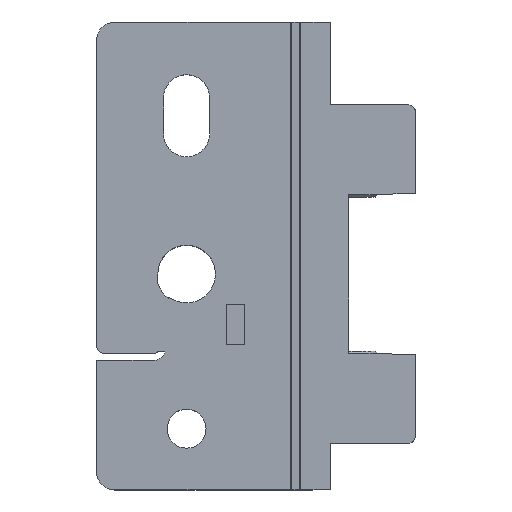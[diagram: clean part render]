
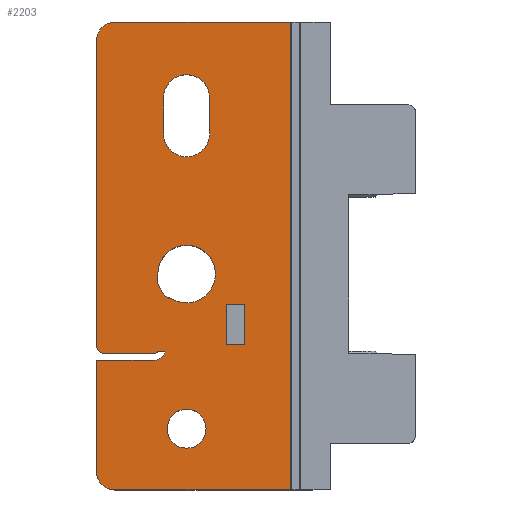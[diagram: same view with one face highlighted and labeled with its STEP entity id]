
A CAD part, top view. The second image highlights one B-rep face of the part: STEP entity #2203.
In plain terms, the highlighted planar face has unit normal (0, 0, 1).
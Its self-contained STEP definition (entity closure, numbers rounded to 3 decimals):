
#29=FACE_BOUND('',#335,.T.);
#30=FACE_BOUND('',#336,.T.);
#31=FACE_BOUND('',#337,.T.);
#32=FACE_BOUND('',#338,.T.);
#71=PLANE('',#2429);
#202=FACE_OUTER_BOUND('',#334,.T.);
#334=EDGE_LOOP('',(#1832,#1833,#1834,#1835,#1836,#1837,#1838,#1839,#1840,
#1841,#1842,#1843,#1844));
#335=EDGE_LOOP('',(#1845,#1846,#1847,#1848));
#336=EDGE_LOOP('',(#1849));
#337=EDGE_LOOP('',(#1850,#1851,#1852,#1853));
#338=EDGE_LOOP('',(#1854,#1855,#1856,#1857));
#465=CIRCLE('',#2369,1.5);
#468=CIRCLE('',#2376,0.4);
#469=CIRCLE('',#2378,1.);
#479=CIRCLE('',#2396,0.6);
#481=CIRCLE('',#2401,4.2);
#482=CIRCLE('',#2403,4.);
#488=CIRCLE('',#2420,2.5);
#491=CIRCLE('',#2428,2.5);
#492=CIRCLE('',#2430,2.7);
#493=CIRCLE('',#2431,3.2);
#494=CIRCLE('',#2432,3.2);
#592=LINE('',#3706,#782);
#603=LINE('',#3747,#793);
#607=LINE('',#3768,#797);
#614=LINE('',#3812,#804);
#627=LINE('',#3846,#817);
#632=LINE('',#3870,#822);
#650=LINE('',#3936,#840);
#651=LINE('',#3937,#841);
#652=LINE('',#3938,#842);
#653=LINE('',#3943,#843);
#654=LINE('',#3945,#844);
#655=LINE('',#3947,#845);
#656=LINE('',#3948,#846);
#657=LINE('',#3951,#847);
#658=LINE('',#3955,#848);
#782=VECTOR('',#2775,10.);
#793=VECTOR('',#2802,10.);
#797=VECTOR('',#2810,10.);
#804=VECTOR('',#2837,10.);
#817=VECTOR('',#2868,10.);
#822=VECTOR('',#2881,10.);
#840=VECTOR('',#2963,10.);
#841=VECTOR('',#2964,10.);
#842=VECTOR('',#2965,10.);
#843=VECTOR('',#2968,10.);
#844=VECTOR('',#2969,10.);
#845=VECTOR('',#2970,10.);
#846=VECTOR('',#2971,10.);
#847=VECTOR('',#2972,10.);
#848=VECTOR('',#2975,10.);
#996=VERTEX_POINT('',#3703);
#997=VERTEX_POINT('',#3705);
#1004=VERTEX_POINT('',#3723);
#1005=VERTEX_POINT('',#3725);
#1008=VERTEX_POINT('',#3744);
#1009=VERTEX_POINT('',#3746);
#1013=VERTEX_POINT('',#3765);
#1014=VERTEX_POINT('',#3767);
#1015=VERTEX_POINT('',#3771);
#1023=VERTEX_POINT('',#3809);
#1024=VERTEX_POINT('',#3811);
#1035=VERTEX_POINT('',#3843);
#1036=VERTEX_POINT('',#3845);
#1038=VERTEX_POINT('',#3852);
#1039=VERTEX_POINT('',#3865);
#1052=VERTEX_POINT('',#3916);
#1055=VERTEX_POINT('',#3935);
#1056=VERTEX_POINT('',#3939);
#1057=VERTEX_POINT('',#3941);
#1058=VERTEX_POINT('',#3942);
#1059=VERTEX_POINT('',#3944);
#1060=VERTEX_POINT('',#3946);
#1061=VERTEX_POINT('',#3949);
#1062=VERTEX_POINT('',#3950);
#1063=VERTEX_POINT('',#3952);
#1064=VERTEX_POINT('',#3954);
#1245=EDGE_CURVE('',#996,#997,#592,.T.);
#1255=EDGE_CURVE('',#1004,#1005,#465,.T.);
#1261=EDGE_CURVE('',#1008,#1009,#603,.T.);
#1267=EDGE_CURVE('',#1013,#1014,#607,.T.);
#1270=EDGE_CURVE('',#1013,#1015,#468,.T.);
#1271=EDGE_CURVE('',#1014,#996,#469,.T.);
#1282=EDGE_CURVE('',#1023,#1024,#614,.T.);
#1299=EDGE_CURVE('',#1036,#1035,#627,.T.);
#1304=EDGE_CURVE('',#1039,#1038,#479,.T.);
#1307=EDGE_CURVE('',#1005,#1015,#632,.T.);
#1309=EDGE_CURVE('',#1038,#1009,#481,.F.);
#1310=EDGE_CURVE('',#1008,#1039,#482,.T.);
#1331=EDGE_CURVE('',#1024,#1052,#488,.T.);
#1340=EDGE_CURVE('',#997,#1035,#491,.T.);
#1341=EDGE_CURVE('',#1055,#1004,#650,.T.);
#1342=EDGE_CURVE('',#1052,#1055,#651,.T.);
#1343=EDGE_CURVE('',#1023,#1036,#652,.T.);
#1344=EDGE_CURVE('',#1056,#1056,#492,.T.);
#1345=EDGE_CURVE('',#1057,#1058,#653,.T.);
#1346=EDGE_CURVE('',#1058,#1059,#654,.T.);
#1347=EDGE_CURVE('',#1059,#1060,#655,.T.);
#1348=EDGE_CURVE('',#1060,#1057,#656,.T.);
#1349=EDGE_CURVE('',#1061,#1062,#657,.T.);
#1350=EDGE_CURVE('',#1062,#1063,#493,.T.);
#1351=EDGE_CURVE('',#1063,#1064,#658,.T.);
#1352=EDGE_CURVE('',#1064,#1061,#494,.T.);
#1832=ORIENTED_EDGE('',*,*,#1307,.F.);
#1833=ORIENTED_EDGE('',*,*,#1255,.F.);
#1834=ORIENTED_EDGE('',*,*,#1341,.F.);
#1835=ORIENTED_EDGE('',*,*,#1342,.F.);
#1836=ORIENTED_EDGE('',*,*,#1331,.F.);
#1837=ORIENTED_EDGE('',*,*,#1282,.F.);
#1838=ORIENTED_EDGE('',*,*,#1343,.T.);
#1839=ORIENTED_EDGE('',*,*,#1299,.T.);
#1840=ORIENTED_EDGE('',*,*,#1340,.F.);
#1841=ORIENTED_EDGE('',*,*,#1245,.F.);
#1842=ORIENTED_EDGE('',*,*,#1271,.F.);
#1843=ORIENTED_EDGE('',*,*,#1267,.F.);
#1844=ORIENTED_EDGE('',*,*,#1270,.T.);
#1845=ORIENTED_EDGE('',*,*,#1309,.T.);
#1846=ORIENTED_EDGE('',*,*,#1261,.F.);
#1847=ORIENTED_EDGE('',*,*,#1310,.T.);
#1848=ORIENTED_EDGE('',*,*,#1304,.T.);
#1849=ORIENTED_EDGE('',*,*,#1344,.F.);
#1850=ORIENTED_EDGE('',*,*,#1345,.T.);
#1851=ORIENTED_EDGE('',*,*,#1346,.T.);
#1852=ORIENTED_EDGE('',*,*,#1347,.T.);
#1853=ORIENTED_EDGE('',*,*,#1348,.T.);
#1854=ORIENTED_EDGE('',*,*,#1349,.T.);
#1855=ORIENTED_EDGE('',*,*,#1350,.T.);
#1856=ORIENTED_EDGE('',*,*,#1351,.T.);
#1857=ORIENTED_EDGE('',*,*,#1352,.T.);
#2203=ADVANCED_FACE('',(#202,#29,#30,#31,#32),#71,.T.);
#2369=AXIS2_PLACEMENT_3D('',#3726,#2791,#2792);
#2376=AXIS2_PLACEMENT_3D('',#3782,#2814,#2815);
#2378=AXIS2_PLACEMENT_3D('',#3784,#2818,#2819);
#2396=AXIS2_PLACEMENT_3D('',#3866,#2875,#2876);
#2401=AXIS2_PLACEMENT_3D('',#3874,#2888,#2889);
#2403=AXIS2_PLACEMENT_3D('',#3876,#2892,#2893);
#2420=AXIS2_PLACEMENT_3D('',#3917,#2937,#2938);
#2428=AXIS2_PLACEMENT_3D('',#3933,#2959,#2960);
#2429=AXIS2_PLACEMENT_3D('',#3934,#2961,#2962);
#2430=AXIS2_PLACEMENT_3D('',#3940,#2966,#2967);
#2431=AXIS2_PLACEMENT_3D('',#3953,#2973,#2974);
#2432=AXIS2_PLACEMENT_3D('',#3956,#2976,#2977);
#2775=DIRECTION('',(0.,1.,0.));
#2791=DIRECTION('center_axis',(0.,0.,1.));
#2792=DIRECTION('ref_axis',(0.707,-0.707,0.));
#2802=DIRECTION('',(0.,-1.,0.));
#2810=DIRECTION('',(-1.,0.,0.));
#2814=DIRECTION('center_axis',(0.,0.,1.));
#2815=DIRECTION('ref_axis',(0.707,-0.707,0.));
#2818=DIRECTION('center_axis',(0.,0.,-1.));
#2819=DIRECTION('ref_axis',(-0.707,-0.707,0.));
#2837=DIRECTION('',(-1.,0.,0.));
#2868=DIRECTION('',(-1.,0.,0.));
#2875=DIRECTION('center_axis',(0.,0.,1.));
#2876=DIRECTION('ref_axis',(-0.489,0.872,0.));
#2881=DIRECTION('',(-1.,0.,0.));
#2888=DIRECTION('center_axis',(0.,0.,1.));
#2889=DIRECTION('ref_axis',(1.,0.,0.));
#2892=DIRECTION('center_axis',(0.,0.,-1.));
#2893=DIRECTION('ref_axis',(-1.,0.,0.));
#2937=DIRECTION('center_axis',(0.,0.,-1.));
#2938=DIRECTION('ref_axis',(-0.707,-0.707,0.));
#2959=DIRECTION('center_axis',(0.,0.,-1.));
#2960=DIRECTION('ref_axis',(-0.707,0.707,0.));
#2961=DIRECTION('center_axis',(0.,0.,1.));
#2962=DIRECTION('ref_axis',(1.,0.,0.));
#2963=DIRECTION('',(1.,0.,0.));
#2964=DIRECTION('',(0.,1.,0.));
#2965=DIRECTION('',(0.,1.,0.));
#2966=DIRECTION('center_axis',(0.,0.,1.));
#2967=DIRECTION('ref_axis',(-1.,0.,0.));
#2968=DIRECTION('',(1.,0.,0.));
#2969=DIRECTION('',(0.,-1.,0.));
#2970=DIRECTION('',(-1.,0.,0.));
#2971=DIRECTION('',(0.,1.,0.));
#2972=DIRECTION('',(0.,1.,0.));
#2973=DIRECTION('center_axis',(0.,0.,-1.));
#2974=DIRECTION('ref_axis',(1.,0.,0.));
#2975=DIRECTION('',(0.,-1.,0.));
#2976=DIRECTION('center_axis',(0.,0.,-1.));
#2977=DIRECTION('ref_axis',(1.,0.,0.));
#3703=CARTESIAN_POINT('',(-12.5,-10.,0.));
#3705=CARTESIAN_POINT('',(-12.5,32.5,0.));
#3706=CARTESIAN_POINT('',(-12.5,-27.5,0.));
#3723=CARTESIAN_POINT('',(-4.5,-12.,0.));
#3725=CARTESIAN_POINT('',(-3.03,-10.8,0.));
#3726=CARTESIAN_POINT('Origin',(-4.5,-10.5,0.));
#3744=CARTESIAN_POINT('',(-4.,0.,0.));
#3746=CARTESIAN_POINT('',(-4.,-1.281,0.));
#3747=CARTESIAN_POINT('',(-4.,-3.625,0.));
#3765=CARTESIAN_POINT('',(-4.4,-11.,0.));
#3767=CARTESIAN_POINT('',(-11.5,-11.,0.));
#3768=CARTESIAN_POINT('',(-2.,-11.,0.));
#3771=CARTESIAN_POINT('',(-4.054,-10.8,0.));
#3782=CARTESIAN_POINT('Origin',(-4.4,-10.6,0.));
#3784=CARTESIAN_POINT('Origin',(-11.5,-10.,0.));
#3809=CARTESIAN_POINT('',(15.,-30.,0.));
#3811=CARTESIAN_POINT('',(-10.,-30.,0.));
#3812=CARTESIAN_POINT('',(12.5,-30.,0.));
#3843=CARTESIAN_POINT('',(-10.,35.,0.));
#3845=CARTESIAN_POINT('',(15.,35.,0.));
#3846=CARTESIAN_POINT('',(14.375,35.,0.));
#3852=CARTESIAN_POINT('',(-2.544,-3.342,0.));
#3865=CARTESIAN_POINT('',(-2.087,-3.412,0.));
#3866=CARTESIAN_POINT('Origin',(-2.4,-3.924,0.));
#3870=CARTESIAN_POINT('',(-8.,-10.8,0.));
#3874=CARTESIAN_POINT('Origin',(0.,0.,0.));
#3876=CARTESIAN_POINT('Origin',(0.,0.,0.));
#3916=CARTESIAN_POINT('',(-12.5,-27.5,0.));
#3917=CARTESIAN_POINT('Origin',(-10.,-27.5,0.));
#3933=CARTESIAN_POINT('Origin',(-10.,32.5,0.));
#3934=CARTESIAN_POINT('Origin',(0.,3.75,0.));
#3935=CARTESIAN_POINT('',(-12.5,-12.,0.));
#3936=CARTESIAN_POINT('',(-1.5,-12.,0.));
#3937=CARTESIAN_POINT('',(-12.5,-27.5,0.));
#3938=CARTESIAN_POINT('',(15.,13.625,0.));
#3939=CARTESIAN_POINT('',(2.7,-21.5,0.));
#3940=CARTESIAN_POINT('Origin',(0.,-21.5,0.));
#3941=CARTESIAN_POINT('',(5.5,-4.2,0.));
#3942=CARTESIAN_POINT('',(8.1,-4.2,0.));
#3943=CARTESIAN_POINT('',(2.75,-4.2,0.));
#3944=CARTESIAN_POINT('',(8.1,-9.8,0.));
#3945=CARTESIAN_POINT('',(8.1,-1.625,0.));
#3946=CARTESIAN_POINT('',(5.5,-9.8,0.));
#3947=CARTESIAN_POINT('',(2.75,-9.8,0.));
#3948=CARTESIAN_POINT('',(5.5,-1.625,0.));
#3949=CARTESIAN_POINT('',(-3.2,19.5,0.));
#3950=CARTESIAN_POINT('',(-3.2,24.5,0.));
#3951=CARTESIAN_POINT('',(-3.2,12.625,0.));
#3952=CARTESIAN_POINT('',(3.2,24.5,0.));
#3953=CARTESIAN_POINT('Origin',(0.,24.5,0.));
#3954=CARTESIAN_POINT('',(3.2,19.5,0.));
#3955=CARTESIAN_POINT('',(3.2,14.125,0.));
#3956=CARTESIAN_POINT('Origin',(0.,19.5,0.));
